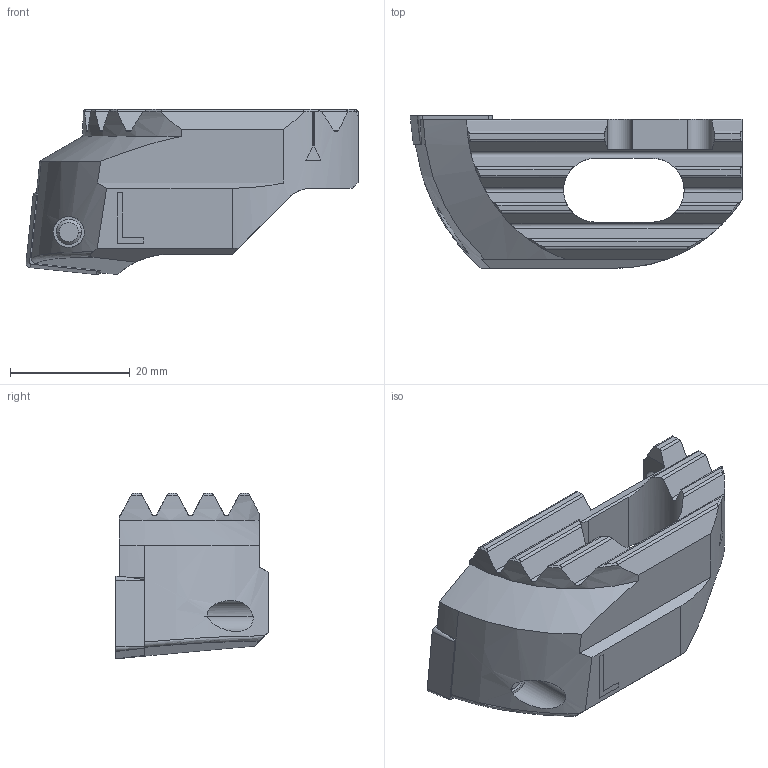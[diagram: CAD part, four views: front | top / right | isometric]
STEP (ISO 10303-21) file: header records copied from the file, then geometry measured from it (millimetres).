
FILE_DESCRIPTION(('no description'),'unknown implementation level');
FILE_NAME('E6BFDFD5-DFC0-4843-BF94-C1BEB67334AB_export.stp',' ',('CIMSOURCE GmbH'),('CADClick - KiM GmbH - www.kimweb.de'),'unknown preprocess','ACIS','unknown authorization');
FILE_SCHEMA(('automotive_design'));
Length unit declared in the file: millimetre
Products named in the file (3): 639.156 Kaiser 69-86 SW53 SC12 L|654.350 Kaiser SCMT 120408 P20C;Kombinieren1; 639.156 Kaiser 69-86 SW53 SC12 L|639.156 Kaiser 69-86 SW53 SC12 L;Marke; 639.156 Kaiser 69-86 SW53 SC12 L|694.150 Kaiser ETL M5 X 13,3 T20 IP 10S;Kreismuster1
Bounding box: 55.5 x 25.46 x 27.6 mm (x, y, z)
Volume: 16016 mm3; surface area: 7144.9 mm2
Topology: 3 solids, 3 shells, 181 faces, 490 edges, 317 vertices
Faces by surface type: plane 84, cylinder 63, cone 23, torus 8, bspline 3
Entity records: 12671 total; most frequent: CARTESIAN_POINT 2497, STYLED_ITEM 991, PRESENTATION_STYLE_ASSIGNMENT 991, DIRECTION 991, COLOUR_RGB 991, ORIENTED_EDGE 980, EDGE_CURVE 490, CURVE_STYLE 490
